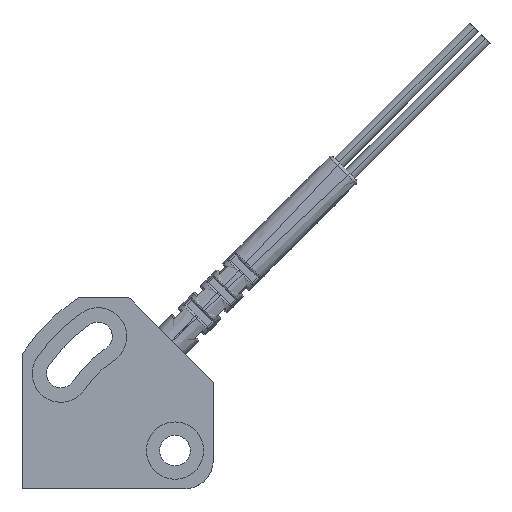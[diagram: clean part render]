
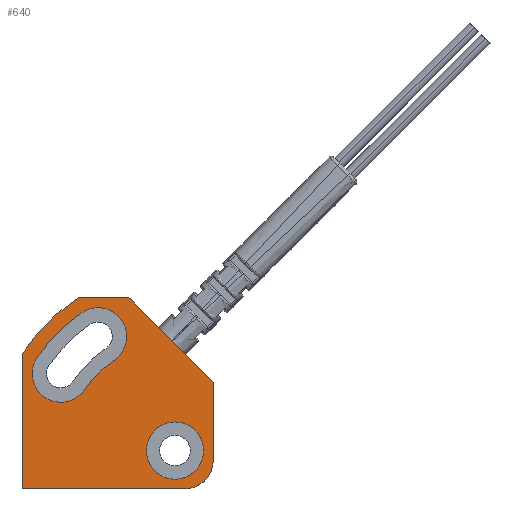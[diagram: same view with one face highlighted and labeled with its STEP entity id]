
A CAD part, top view. The second image highlights one B-rep face of the part: STEP entity #640.
In plain terms, the highlighted planar face has unit normal (0, 0, 1).
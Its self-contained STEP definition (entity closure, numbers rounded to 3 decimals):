
#6=CARTESIAN_POINT('',(5.,-5.,2.5));
#7=DIRECTION('',(0.,0.,1.));
#8=DIRECTION('',(1.,0.,0.));
#9=AXIS2_PLACEMENT_3D('',#6,#7,#8);
#11=CARTESIAN_POINT('',(5.,-5.,2.5));
#12=DIRECTION('',(0.,0.,1.));
#13=DIRECTION('',(-1.,0.,0.));
#14=AXIS2_PLACEMENT_3D('',#11,#12,#13);
#16=CARTESIAN_POINT('',(-3.052,6.938,2.5));
#17=DIRECTION('',(0.,0.,1.));
#18=DIRECTION('',(0.559,-0.829,0.));
#19=AXIS2_PLACEMENT_3D('',#16,#17,#18);
#21=CARTESIAN_POINT('',(5.,-5.,2.5));
#22=DIRECTION('',(0.,0.,1.));
#23=DIRECTION('',(-0.559,0.829,0.));
#24=AXIS2_PLACEMENT_3D('',#21,#22,#23);
#26=CARTESIAN_POINT('',(-6.938,3.052,2.5));
#27=DIRECTION('',(0.,0.,1.));
#28=DIRECTION('',(-0.829,0.559,0.));
#29=AXIS2_PLACEMENT_3D('',#26,#27,#28);
#31=CARTESIAN_POINT('',(5.,-5.,2.5));
#32=DIRECTION('',(0.,0.,1.));
#33=DIRECTION('',(-0.559,0.829,0.));
#34=AXIS2_PLACEMENT_3D('',#31,#32,#33);
#36=CARTESIAN_POINT('',(-10.5,4.915,2.5));
#37=DIRECTION('',(0.,0.,1.));
#38=DIRECTION('',(-0.842,0.539,0.));
#39=AXIS2_PLACEMENT_3D('',#36,#37,#38);
#41=CARTESIAN_POINT('',(5.,-5.,2.5));
#42=DIRECTION('',(0.,0.,1.));
#43=DIRECTION('',(-0.539,0.842,0.));
#44=AXIS2_PLACEMENT_3D('',#41,#42,#43);
#46=CARTESIAN_POINT('',(-4.915,10.5,2.5));
#47=DIRECTION('',(0.,0.,1.));
#48=DIRECTION('',(0.,1.,0.));
#49=AXIS2_PLACEMENT_3D('',#46,#47,#48);
#51=DIRECTION('',(-1.,0.,0.));
#52=VECTOR('',#51,4.878);
#53=CARTESIAN_POINT('',(-0.037,11.,2.5));
#54=LINE('',#53,#52);
#55=CARTESIAN_POINT('',(-0.037,10.5,2.5));
#56=DIRECTION('',(0.,0.,1.));
#57=DIRECTION('',(0.707,0.707,0.));
#58=AXIS2_PLACEMENT_3D('',#55,#56,#57);
#60=DIRECTION('',(-0.707,0.707,0.));
#61=VECTOR('',#60,12.073);
#62=CARTESIAN_POINT('',(8.854,2.316,2.5));
#63=LINE('',#62,#61);
#64=CARTESIAN_POINT('',(8.5,1.963,2.5));
#65=DIRECTION('',(0.,0.,1.));
#66=DIRECTION('',(1.,0.,0.));
#67=AXIS2_PLACEMENT_3D('',#64,#65,#66);
#69=DIRECTION('',(0.,1.,0.));
#70=VECTOR('',#69,7.963);
#71=CARTESIAN_POINT('',(9.,-6.,2.5));
#72=LINE('',#71,#70);
#73=CARTESIAN_POINT('',(6.,-6.,2.5));
#74=DIRECTION('',(0.,0.,1.));
#75=DIRECTION('',(0.,-1.,0.));
#76=AXIS2_PLACEMENT_3D('',#73,#74,#75);
#78=DIRECTION('',(1.,0.,0.));
#79=VECTOR('',#78,17.);
#80=CARTESIAN_POINT('',(-11.,-9.,2.5));
#81=LINE('',#80,#79);
#82=DIRECTION('',(0.,-1.,0.));
#83=VECTOR('',#82,13.915);
#84=CARTESIAN_POINT('',(-11.,4.915,2.5));
#85=LINE('',#84,#83);
#454=CARTESIAN_POINT('',(-11.,-9.,2.5));
#455=CARTESIAN_POINT('',(6.,-9.,2.5));
#456=VERTEX_POINT('',#454);
#457=VERTEX_POINT('',#455);
#458=CARTESIAN_POINT('',(9.,-6.,2.5));
#459=VERTEX_POINT('',#458);
#512=CARTESIAN_POINT('',(8.,-5.,2.5));
#513=CARTESIAN_POINT('',(2.,-5.,2.5));
#514=VERTEX_POINT('',#512);
#515=VERTEX_POINT('',#513);
#516=CARTESIAN_POINT('',(-1.375,4.451,2.5));
#517=CARTESIAN_POINT('',(-4.73,9.425,2.5));
#518=VERTEX_POINT('',#516);
#519=VERTEX_POINT('',#517);
#520=CARTESIAN_POINT('',(-9.425,4.73,2.5));
#521=VERTEX_POINT('',#520);
#522=CARTESIAN_POINT('',(-4.451,1.375,2.5));
#523=VERTEX_POINT('',#522);
#552=CARTESIAN_POINT('',(-10.921,5.184,2.5));
#553=VERTEX_POINT('',#552);
#554=CARTESIAN_POINT('',(-11.,4.915,2.5));
#555=VERTEX_POINT('',#554);
#560=CARTESIAN_POINT('',(-4.915,11.,2.5));
#561=VERTEX_POINT('',#560);
#562=CARTESIAN_POINT('',(-5.184,10.921,2.5));
#563=VERTEX_POINT('',#562);
#568=CARTESIAN_POINT('',(0.316,10.854,2.5));
#569=VERTEX_POINT('',#568);
#570=CARTESIAN_POINT('',(-0.037,11.,2.5));
#571=VERTEX_POINT('',#570);
#576=CARTESIAN_POINT('',(9.,1.963,2.5));
#577=VERTEX_POINT('',#576);
#578=CARTESIAN_POINT('',(8.854,2.316,2.5));
#579=VERTEX_POINT('',#578);
#596=CARTESIAN_POINT('',(0.,0.,2.5));
#597=DIRECTION('',(0.,0.,1.));
#598=DIRECTION('',(1.,0.,0.));
#599=AXIS2_PLACEMENT_3D('',#596,#597,#598);
#600=PLANE('',#599);
#602=ORIENTED_EDGE('',*,*,#601,.F.);
#604=ORIENTED_EDGE('',*,*,#603,.F.);
#606=ORIENTED_EDGE('',*,*,#605,.F.);
#608=ORIENTED_EDGE('',*,*,#607,.F.);
#610=ORIENTED_EDGE('',*,*,#609,.F.);
#612=ORIENTED_EDGE('',*,*,#611,.F.);
#614=ORIENTED_EDGE('',*,*,#613,.F.);
#616=ORIENTED_EDGE('',*,*,#615,.F.);
#618=ORIENTED_EDGE('',*,*,#617,.F.);
#620=ORIENTED_EDGE('',*,*,#619,.F.);
#622=ORIENTED_EDGE('',*,*,#621,.F.);
#623=EDGE_LOOP('',(#602,#604,#606,#608,#610,#612,#614,#616,#618,#620,#622));
#624=FACE_OUTER_BOUND('',#623,.F.);
#626=ORIENTED_EDGE('',*,*,#625,.T.);
#627=ORIENTED_EDGE('',*,*,#585,.T.);
#629=ORIENTED_EDGE('',*,*,#628,.T.);
#631=ORIENTED_EDGE('',*,*,#630,.F.);
#632=EDGE_LOOP('',(#626,#627,#629,#631));
#633=FACE_BOUND('',#632,.F.);
#635=ORIENTED_EDGE('',*,*,#634,.T.);
#637=ORIENTED_EDGE('',*,*,#636,.T.);
#638=EDGE_LOOP('',(#635,#637));
#639=FACE_BOUND('',#638,.F.);
#640=ADVANCED_FACE('',(#624,#633,#639),#600,.T.);
#10=CIRCLE('',#9,3.);
#15=CIRCLE('',#14,3.);
#20=CIRCLE('',#19,3.);
#25=CIRCLE('',#24,17.4);
#30=CIRCLE('',#29,3.);
#35=CIRCLE('',#34,11.4);
#40=CIRCLE('',#39,0.5);
#45=CIRCLE('',#44,18.9);
#50=CIRCLE('',#49,0.5);
#59=CIRCLE('',#58,0.5);
#68=CIRCLE('',#67,0.5);
#77=CIRCLE('',#76,3.);
#585=EDGE_CURVE('',#519,#521,#25,.T.);
#601=EDGE_CURVE('',#553,#555,#40,.T.);
#603=EDGE_CURVE('',#563,#553,#45,.T.);
#605=EDGE_CURVE('',#561,#563,#50,.T.);
#607=EDGE_CURVE('',#571,#561,#54,.T.);
#609=EDGE_CURVE('',#569,#571,#59,.T.);
#611=EDGE_CURVE('',#579,#569,#63,.T.);
#613=EDGE_CURVE('',#577,#579,#68,.T.);
#615=EDGE_CURVE('',#459,#577,#72,.T.);
#617=EDGE_CURVE('',#457,#459,#77,.T.);
#619=EDGE_CURVE('',#456,#457,#81,.T.);
#621=EDGE_CURVE('',#555,#456,#85,.T.);
#625=EDGE_CURVE('',#518,#519,#20,.T.);
#628=EDGE_CURVE('',#521,#523,#30,.T.);
#630=EDGE_CURVE('',#518,#523,#35,.T.);
#634=EDGE_CURVE('',#514,#515,#10,.T.);
#636=EDGE_CURVE('',#515,#514,#15,.T.);
